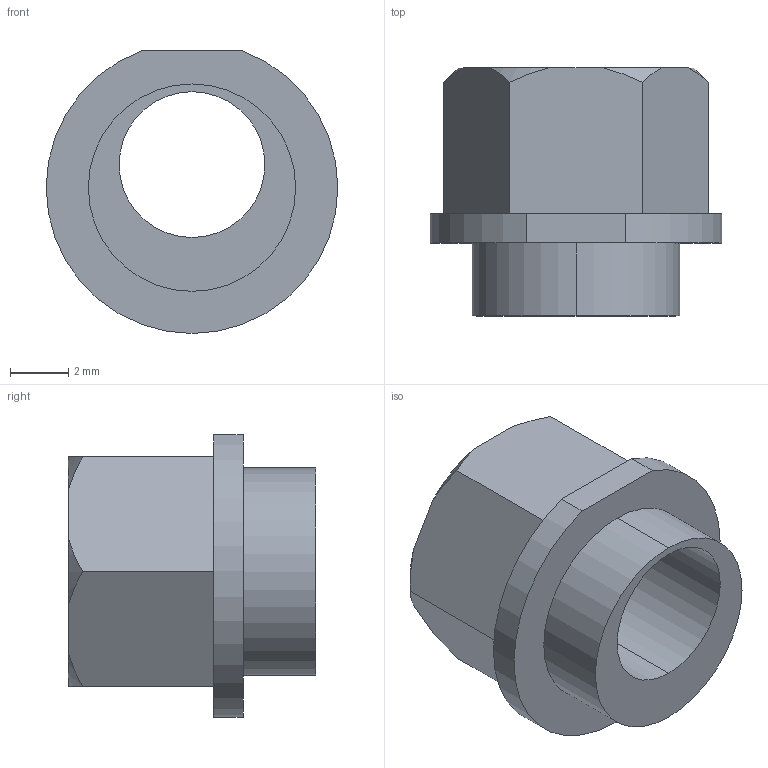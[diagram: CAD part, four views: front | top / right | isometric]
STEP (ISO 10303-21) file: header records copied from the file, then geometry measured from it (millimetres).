
FILE_DESCRIPTION (( 'STEP AP203' ), '1' );
FILE_NAME ('Mini Eccentric Spacer 6mm.step', '2015-07-29T19:34:55', ( '' ), ( '' ), 'SwSTEP 2.0', 'SolidWorks 2014', '' );
FILE_SCHEMA (( 'CONFIG_CONTROL_DESIGN' ));
Length unit declared in the file: millimetre
Products named in the file (1): Mini Eccentric Spacer 6mm
Bounding box: 10 x 8.5 x 9.7 mm (x, y, z)
Volume: 277.9 mm3; surface area: 471.2 mm2
Topology: 1 solids, 1 shells, 22 faces, 54 edges, 36 vertices
Faces by surface type: plane 11, cone 6, cylinder 5
Entity records: 763 total; most frequent: CARTESIAN_POINT 165, ORIENTED_EDGE 108, DIRECTION 104, EDGE_CURVE 54, AXIS2_PLACEMENT_3D 39, VERTEX_POINT 36, VECTOR 26, EDGE_LOOP 26
